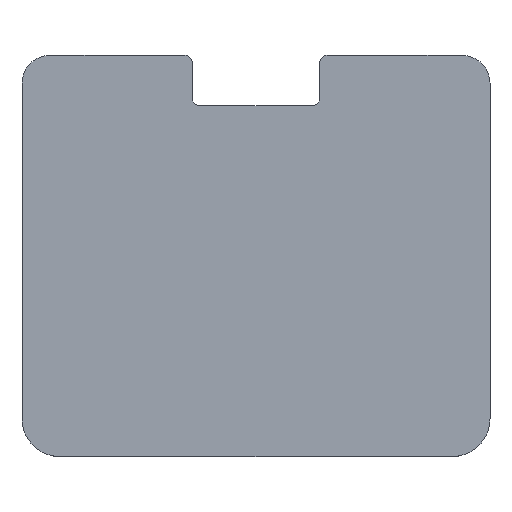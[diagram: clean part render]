
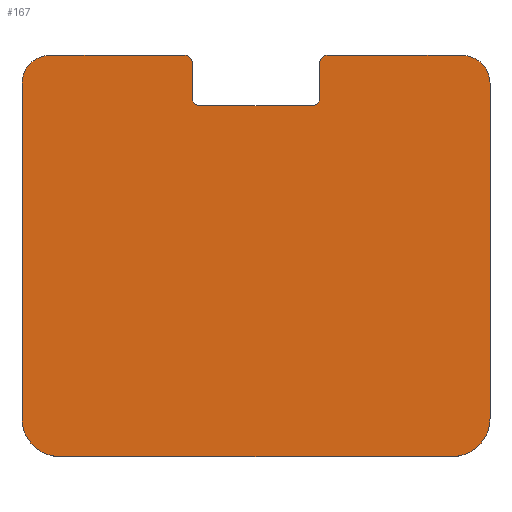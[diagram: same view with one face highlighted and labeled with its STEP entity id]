
A CAD part, top view. The second image highlights one B-rep face of the part: STEP entity #167.
In plain terms, the highlighted planar face has unit normal (0, 0, 1).
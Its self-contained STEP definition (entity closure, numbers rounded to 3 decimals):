
#2 = VERTEX_POINT ( 'NONE', #161 ) ;
#15 = EDGE_CURVE ( 'NONE', #508, #497, #289, .T. ) ;
#21 = AXIS2_PLACEMENT_3D ( 'NONE', #322, #346, #354 ) ;
#38 = DIRECTION ( 'NONE',  ( 1., 0., 0. ) ) ;
#42 = EDGE_CURVE ( 'NONE', #515, #129, #387, .T. ) ;
#44 = VECTOR ( 'NONE', #140, 1000. ) ;
#48 = VERTEX_POINT ( 'NONE', #60 ) ;
#60 = CARTESIAN_POINT ( 'NONE',  ( -155.5, 0., 0. ) ) ;
#73 = ORIENTED_EDGE ( 'NONE', *, *, #234, .T. ) ;
#75 = EDGE_CURVE ( 'NONE', #295, #360, #545, .T. ) ;
#79 = EDGE_CURVE ( 'NONE', #368, #473, #429, .T. ) ;
#85 = DIRECTION ( 'NONE',  ( 0., 1., 0. ) ) ;
#89 = CARTESIAN_POINT ( 'NONE',  ( -56.5, 312., 0. ) ) ;
#90 = CARTESIAN_POINT ( 'NONE',  ( 44.5, 284., 0. ) ) ;
#92 = EDGE_CURVE ( 'NONE', #359, #295, #628, .T. ) ;
#94 = LINE ( 'NONE', #372, #317 ) ;
#102 = CARTESIAN_POINT ( 'NONE',  ( -50.5, 318., 0. ) ) ;
#104 = ORIENTED_EDGE ( 'NONE', *, *, #218, .T. ) ;
#112 = CARTESIAN_POINT ( 'NONE',  ( 185.5, 0., 0. ) ) ;
#113 = ORIENTED_EDGE ( 'NONE', *, *, #606, .T. ) ;
#118 = AXIS2_PLACEMENT_3D ( 'NONE', #90, #179, #139 ) ;
#129 = VERTEX_POINT ( 'NONE', #498 ) ;
#130 = ORIENTED_EDGE ( 'NONE', *, *, #215, .T. ) ;
#132 = ORIENTED_EDGE ( 'NONE', *, *, #42, .T. ) ;
#135 = CIRCLE ( 'NONE', #428, 6. ) ;
#139 = DIRECTION ( 'NONE',  ( 1., 0., 0. ) ) ;
#140 = DIRECTION ( 'NONE',  ( -1., 0., 0. ) ) ;
#143 = CARTESIAN_POINT ( 'NONE',  ( 163.5, 296., 0. ) ) ;
#145 = DIRECTION ( 'NONE',  ( 0., 0., 1. ) ) ;
#146 = AXIS2_PLACEMENT_3D ( 'NONE', #143, #145, #149 ) ;
#149 = DIRECTION ( 'NONE',  ( 1., 0., 0. ) ) ;
#155 = CARTESIAN_POINT ( 'NONE',  ( 44.5, 278., 0. ) ) ;
#157 = CIRCLE ( 'NONE', #588, 6. ) ;
#160 = CARTESIAN_POINT ( 'NONE',  ( -50.5, 318., 0. ) ) ;
#161 = CARTESIAN_POINT ( 'NONE',  ( 56.5, 318., 0. ) ) ;
#167 = ADVANCED_FACE ( 'NONE', ( #553 ), #259, .T. ) ;
#168 = VERTEX_POINT ( 'NONE', #321 ) ;
#174 = EDGE_CURVE ( 'NONE', #48, #168, #94, .T. ) ;
#177 = CARTESIAN_POINT ( 'NONE',  ( 50.5, 312., 0. ) ) ;
#179 = DIRECTION ( 'NONE',  ( 0., 0., -1. ) ) ;
#181 = CARTESIAN_POINT ( 'NONE',  ( -163.5, 318., 0. ) ) ;
#183 = CARTESIAN_POINT ( 'NONE',  ( 185.5, 318., 0. ) ) ;
#191 = DIRECTION ( 'NONE',  ( 0., -1., 0. ) ) ;
#195 = ORIENTED_EDGE ( 'NONE', *, *, #348, .T. ) ;
#197 = DIRECTION ( 'NONE',  ( 0., 0., 1. ) ) ;
#202 = CARTESIAN_POINT ( 'NONE',  ( 50.5, 318., 0. ) ) ;
#206 = EDGE_CURVE ( 'NONE', #2, #359, #157, .T. ) ;
#215 = EDGE_CURVE ( 'NONE', #339, #508, #495, .T. ) ;
#218 = EDGE_CURVE ( 'NONE', #168, #339, #434, .T. ) ;
#234 = EDGE_CURVE ( 'NONE', #473, #48, #629, .T. ) ;
#250 = EDGE_CURVE ( 'NONE', #441, #515, #636, .T. ) ;
#258 = VERTEX_POINT ( 'NONE', #298 ) ;
#259 = PLANE ( 'NONE',  #21 ) ;
#270 = VECTOR ( 'NONE', #415, 1000. ) ;
#277 = CARTESIAN_POINT ( 'NONE',  ( 163.5, 318., 0. ) ) ;
#286 = CARTESIAN_POINT ( 'NONE',  ( -185.5, 0., 0. ) ) ;
#288 = CARTESIAN_POINT ( 'NONE',  ( -44.5, 278., 0. ) ) ;
#289 = CIRCLE ( 'NONE', #146, 22. ) ;
#292 = CIRCLE ( 'NONE', #521, 22. ) ;
#293 = CARTESIAN_POINT ( 'NONE',  ( 185.5, 30., 0. ) ) ;
#295 = VERTEX_POINT ( 'NONE', #537 ) ;
#298 = CARTESIAN_POINT ( 'NONE',  ( -56.5, 318., 0. ) ) ;
#304 = ORIENTED_EDGE ( 'NONE', *, *, #92, .T. ) ;
#317 = VECTOR ( 'NONE', #376, 1000. ) ;
#321 = CARTESIAN_POINT ( 'NONE',  ( 155.5, 0., 0. ) ) ;
#322 = CARTESIAN_POINT ( 'NONE',  ( 0., 0., 0. ) ) ;
#323 = ORIENTED_EDGE ( 'NONE', *, *, #250, .T. ) ;
#325 = DIRECTION ( 'NONE',  ( -1., 0., 0. ) ) ;
#331 = CARTESIAN_POINT ( 'NONE',  ( -50.5, 278., 0. ) ) ;
#333 = AXIS2_PLACEMENT_3D ( 'NONE', #589, #614, #576 ) ;
#335 = CARTESIAN_POINT ( 'NONE',  ( 155.5, 30., 0. ) ) ;
#336 = LINE ( 'NONE', #102, #435 ) ;
#337 = CARTESIAN_POINT ( 'NONE',  ( -50.5, 284., 0. ) ) ;
#339 = VERTEX_POINT ( 'NONE', #293 ) ;
#340 = EDGE_LOOP ( 'NONE', ( #480, #603, #304, #644, #505, #323, #132, #113, #195, #619, #399, #73, #604, #104, #130, #499 ) ) ;
#345 = CARTESIAN_POINT ( 'NONE',  ( -185.5, 296., 0. ) ) ;
#346 = DIRECTION ( 'NONE',  ( 0., 0., 1. ) ) ;
#348 = EDGE_CURVE ( 'NONE', #258, #496, #336, .T. ) ;
#354 = DIRECTION ( 'NONE',  ( 1., 0., 0. ) ) ;
#359 = VERTEX_POINT ( 'NONE', #177 ) ;
#360 = VERTEX_POINT ( 'NONE', #155 ) ;
#368 = VERTEX_POINT ( 'NONE', #345 ) ;
#372 = CARTESIAN_POINT ( 'NONE',  ( 185.5, 0., 0. ) ) ;
#376 = DIRECTION ( 'NONE',  ( 1., 0., 0. ) ) ;
#387 = LINE ( 'NONE', #160, #437 ) ;
#388 = DIRECTION ( 'NONE',  ( -1., 0., 0. ) ) ;
#397 = EDGE_CURVE ( 'NONE', #497, #2, #430, .T. ) ;
#398 = DIRECTION ( 'NONE',  ( 0., 0., 1. ) ) ;
#399 = ORIENTED_EDGE ( 'NONE', *, *, #79, .T. ) ;
#414 = EDGE_CURVE ( 'NONE', #496, #368, #292, .T. ) ;
#415 = DIRECTION ( 'NONE',  ( 0., 1., 0. ) ) ;
#421 = AXIS2_PLACEMENT_3D ( 'NONE', #335, #594, #541 ) ;
#428 = AXIS2_PLACEMENT_3D ( 'NONE', #89, #597, #38 ) ;
#429 = LINE ( 'NONE', #286, #580 ) ;
#430 = LINE ( 'NONE', #183, #44 ) ;
#434 = CIRCLE ( 'NONE', #421, 30. ) ;
#435 = VECTOR ( 'NONE', #325, 1000. ) ;
#437 = VECTOR ( 'NONE', #85, 1000. ) ;
#441 = VERTEX_POINT ( 'NONE', #288 ) ;
#445 = DIRECTION ( 'NONE',  ( 1., 0., 0. ) ) ;
#451 = DIRECTION ( 'NONE',  ( 0., -1., 0. ) ) ;
#457 = DIRECTION ( 'NONE',  ( 1., 0., 0. ) ) ;
#460 = CARTESIAN_POINT ( 'NONE',  ( 185.5, 296., 0. ) ) ;
#473 = VERTEX_POINT ( 'NONE', #605 ) ;
#480 = ORIENTED_EDGE ( 'NONE', *, *, #397, .T. ) ;
#492 = AXIS2_PLACEMENT_3D ( 'NONE', #543, #197, #445 ) ;
#495 = LINE ( 'NONE', #112, #270 ) ;
#496 = VERTEX_POINT ( 'NONE', #181 ) ;
#497 = VERTEX_POINT ( 'NONE', #277 ) ;
#498 = CARTESIAN_POINT ( 'NONE',  ( -50.5, 312., 0. ) ) ;
#499 = ORIENTED_EDGE ( 'NONE', *, *, #15, .T. ) ;
#505 = ORIENTED_EDGE ( 'NONE', *, *, #539, .T. ) ;
#508 = VERTEX_POINT ( 'NONE', #460 ) ;
#515 = VERTEX_POINT ( 'NONE', #337 ) ;
#521 = AXIS2_PLACEMENT_3D ( 'NONE', #566, #398, #457 ) ;
#523 = LINE ( 'NONE', #331, #621 ) ;
#531 = VECTOR ( 'NONE', #451, 1000. ) ;
#537 = CARTESIAN_POINT ( 'NONE',  ( 50.5, 284., 0. ) ) ;
#539 = EDGE_CURVE ( 'NONE', #360, #441, #523, .T. ) ;
#541 = DIRECTION ( 'NONE',  ( 1., 0., 0. ) ) ;
#543 = CARTESIAN_POINT ( 'NONE',  ( -155.5, 30., 0. ) ) ;
#545 = CIRCLE ( 'NONE', #118, 6. ) ;
#553 = FACE_OUTER_BOUND ( 'NONE', #340, .T. ) ;
#566 = CARTESIAN_POINT ( 'NONE',  ( -163.5, 296., 0. ) ) ;
#576 = DIRECTION ( 'NONE',  ( 1., 0., 0. ) ) ;
#580 = VECTOR ( 'NONE', #191, 1000. ) ;
#588 = AXIS2_PLACEMENT_3D ( 'NONE', #639, #632, #627 ) ;
#589 = CARTESIAN_POINT ( 'NONE',  ( -44.5, 284., 0. ) ) ;
#594 = DIRECTION ( 'NONE',  ( 0., 0., 1. ) ) ;
#597 = DIRECTION ( 'NONE',  ( 0., 0., 1. ) ) ;
#603 = ORIENTED_EDGE ( 'NONE', *, *, #206, .T. ) ;
#604 = ORIENTED_EDGE ( 'NONE', *, *, #174, .T. ) ;
#605 = CARTESIAN_POINT ( 'NONE',  ( -185.5, 30., 0. ) ) ;
#606 = EDGE_CURVE ( 'NONE', #129, #258, #135, .T. ) ;
#614 = DIRECTION ( 'NONE',  ( 0., 0., -1. ) ) ;
#619 = ORIENTED_EDGE ( 'NONE', *, *, #414, .T. ) ;
#621 = VECTOR ( 'NONE', #388, 1000. ) ;
#627 = DIRECTION ( 'NONE',  ( 1., 0., 0. ) ) ;
#628 = LINE ( 'NONE', #202, #531 ) ;
#629 = CIRCLE ( 'NONE', #492, 30. ) ;
#632 = DIRECTION ( 'NONE',  ( 0., 0., 1. ) ) ;
#636 = CIRCLE ( 'NONE', #333, 6. ) ;
#639 = CARTESIAN_POINT ( 'NONE',  ( 56.5, 312., 0. ) ) ;
#644 = ORIENTED_EDGE ( 'NONE', *, *, #75, .T. ) ;
